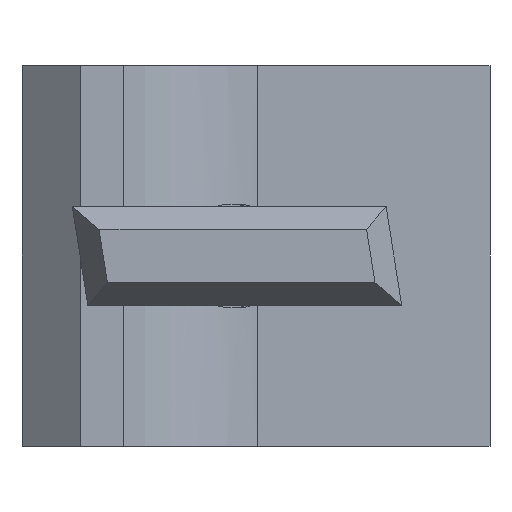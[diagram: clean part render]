
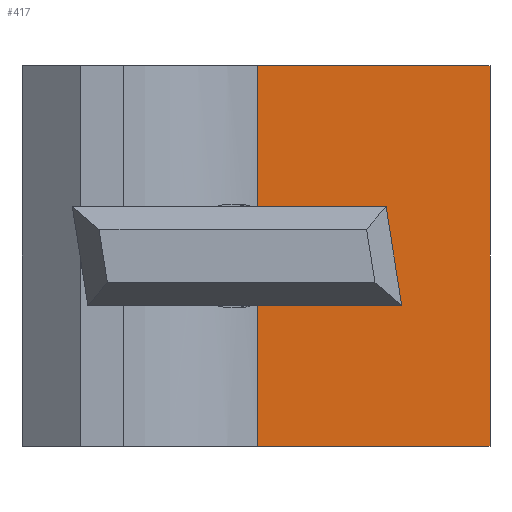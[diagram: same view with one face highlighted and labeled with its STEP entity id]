
A CAD part, front view. The second image highlights one B-rep face of the part: STEP entity #417.
In plain terms, the highlighted planar face has unit normal (0, -1, 0).
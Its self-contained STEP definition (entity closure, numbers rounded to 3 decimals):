
#11 = DIRECTION ( 'NONE',  ( -1., 0., 0. ) ) ;
#33 = VECTOR ( 'NONE', #1961, 1000. ) ;
#64 = DIRECTION ( 'NONE',  ( 0., 0., 1. ) ) ;
#66 = EDGE_CURVE ( 'NONE', #1726, #816, #878, .T. ) ;
#69 = CARTESIAN_POINT ( 'NONE',  ( 0., 0., -25. ) ) ;
#79 = LINE ( 'NONE', #367, #608 ) ;
#100 = VERTEX_POINT ( 'NONE', #394 ) ;
#155 = DIRECTION ( 'NONE',  ( 0., 0., 1. ) ) ;
#228 = AXIS2_PLACEMENT_3D ( 'NONE', #589, #718, #1935 ) ;
#278 = FACE_OUTER_BOUND ( 'NONE', #840, .T. ) ;
#284 = EDGE_CURVE ( 'NONE', #1913, #816, #1944, .T. ) ;
#319 = EDGE_CURVE ( 'NONE', #100, #1946, #581, .T. ) ;
#323 = DIRECTION ( 'NONE',  ( 0., 0., 1. ) ) ;
#331 = LINE ( 'NONE', #1328, #1695 ) ;
#367 = CARTESIAN_POINT ( 'NONE',  ( -30.528, 0., -25. ) ) ;
#388 = CARTESIAN_POINT ( 'NONE',  ( -30.528, 0., -25. ) ) ;
#394 = CARTESIAN_POINT ( 'NONE',  ( 0., 0., 25. ) ) ;
#417 = ADVANCED_FACE ( 'NONE', ( #278 ), #924, .F. ) ;
#546 = EDGE_CURVE ( 'NONE', #1913, #1946, #79, .T. ) ;
#581 = LINE ( 'NONE', #1876, #33 ) ;
#589 = CARTESIAN_POINT ( 'NONE',  ( 0., 0., -25. ) ) ;
#608 = VECTOR ( 'NONE', #155, 1000. ) ;
#718 = DIRECTION ( 'NONE',  ( 0., 1., 0. ) ) ;
#753 = CARTESIAN_POINT ( 'NONE',  ( -30.528, 0., 25. ) ) ;
#781 = CARTESIAN_POINT ( 'NONE',  ( -30.528, 0., 6.177 ) ) ;
#816 = VERTEX_POINT ( 'NONE', #1048 ) ;
#833 = ORIENTED_EDGE ( 'NONE', *, *, #319, .T. ) ;
#840 = EDGE_LOOP ( 'NONE', ( #1183, #1198, #1283, #1617, #1819, #833 ) ) ;
#844 = VECTOR ( 'NONE', #323, 1000. ) ;
#878 = LINE ( 'NONE', #388, #844 ) ;
#924 = PLANE ( 'NONE',  #228 ) ;
#1048 = CARTESIAN_POINT ( 'NONE',  ( -30.528, 0., -6.177 ) ) ;
#1063 = LINE ( 'NONE', #1728, #1656 ) ;
#1183 = ORIENTED_EDGE ( 'NONE', *, *, #546, .F. ) ;
#1184 = CARTESIAN_POINT ( 'NONE',  ( -30.528, 0., -25. ) ) ;
#1198 = ORIENTED_EDGE ( 'NONE', *, *, #284, .T. ) ;
#1206 = EDGE_CURVE ( 'NONE', #1233, #100, #1063, .T. ) ;
#1233 = VERTEX_POINT ( 'NONE', #69 ) ;
#1283 = ORIENTED_EDGE ( 'NONE', *, *, #66, .F. ) ;
#1328 = CARTESIAN_POINT ( 'NONE',  ( 0., 0., -25. ) ) ;
#1562 = CARTESIAN_POINT ( 'NONE',  ( -33.25, 0., 0. ) ) ;
#1575 = DIRECTION ( 'NONE',  ( 0., 1., 0. ) ) ;
#1588 = DIRECTION ( 'NONE',  ( -1., 0., 0. ) ) ;
#1617 = ORIENTED_EDGE ( 'NONE', *, *, #1740, .F. ) ;
#1656 = VECTOR ( 'NONE', #64, 1000. ) ;
#1695 = VECTOR ( 'NONE', #11, 1000. ) ;
#1726 = VERTEX_POINT ( 'NONE', #1184 ) ;
#1728 = CARTESIAN_POINT ( 'NONE',  ( 0., 0., -25. ) ) ;
#1740 = EDGE_CURVE ( 'NONE', #1233, #1726, #331, .T. ) ;
#1819 = ORIENTED_EDGE ( 'NONE', *, *, #1206, .T. ) ;
#1876 = CARTESIAN_POINT ( 'NONE',  ( 0., 0., 25. ) ) ;
#1913 = VERTEX_POINT ( 'NONE', #781 ) ;
#1935 = DIRECTION ( 'NONE',  ( -1., 0., 0. ) ) ;
#1939 = AXIS2_PLACEMENT_3D ( 'NONE', #1562, #1575, #1588 ) ;
#1944 = CIRCLE ( 'NONE', #1939, 6.75 ) ;
#1946 = VERTEX_POINT ( 'NONE', #753 ) ;
#1961 = DIRECTION ( 'NONE',  ( -1., 0., 0. ) ) ;
